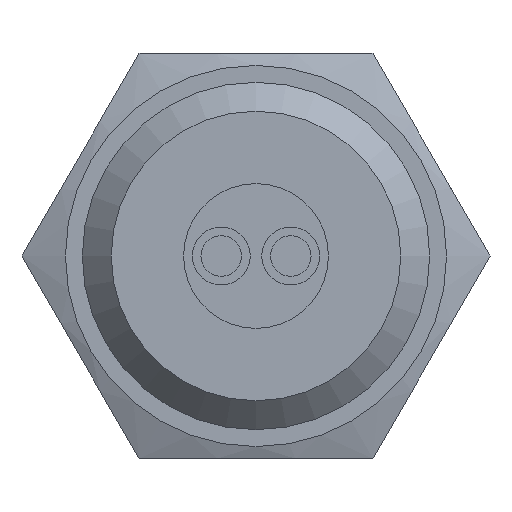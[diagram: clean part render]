
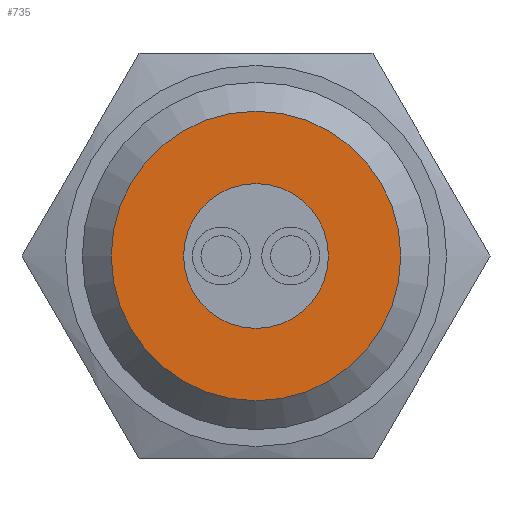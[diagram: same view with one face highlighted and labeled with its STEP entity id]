
A CAD part, front view. The second image highlights one B-rep face of the part: STEP entity #735.
In plain terms, the highlighted planar face has unit normal (0, -1, 0).
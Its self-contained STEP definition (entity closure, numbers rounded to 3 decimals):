
#86=ORIENTED_EDGE('',*,*,#201,.T.);
#87=ORIENTED_EDGE('',*,*,#202,.T.);
#201=EDGE_CURVE('',#259,#259,#305,.F.);
#202=EDGE_CURVE('',#260,#260,#306,.T.);
#259=VERTEX_POINT('',#977);
#260=VERTEX_POINT('',#979);
#305=CIRCLE('',#781,5.);
#306=CIRCLE('',#782,2.5);
#328=EDGE_LOOP('',(#86));
#329=EDGE_LOOP('',(#87));
#388=FACE_BOUND('',#328,.T.);
#389=FACE_BOUND('',#329,.T.);
#445=PLANE('',#780);
#735=ADVANCED_FACE('',(#388,#389),#445,.F.);
#780=AXIS2_PLACEMENT_3D('',#975,#846,#847);
#781=AXIS2_PLACEMENT_3D('',#976,#848,#849);
#782=AXIS2_PLACEMENT_3D('',#978,#850,#851);
#846=DIRECTION('',(0.,1.,0.));
#847=DIRECTION('',(0.,0.,1.));
#848=DIRECTION('',(0.,1.,0.));
#849=DIRECTION('',(0.,0.,1.));
#850=DIRECTION('',(0.,1.,0.));
#851=DIRECTION('',(1.,0.,0.));
#975=CARTESIAN_POINT('',(0.,-25.,0.));
#976=CARTESIAN_POINT('',(0.,-25.,0.));
#977=CARTESIAN_POINT('',(0.,-25.,5.));
#978=CARTESIAN_POINT('',(0.,-25.,0.));
#979=CARTESIAN_POINT('',(2.5,-25.,0.));
